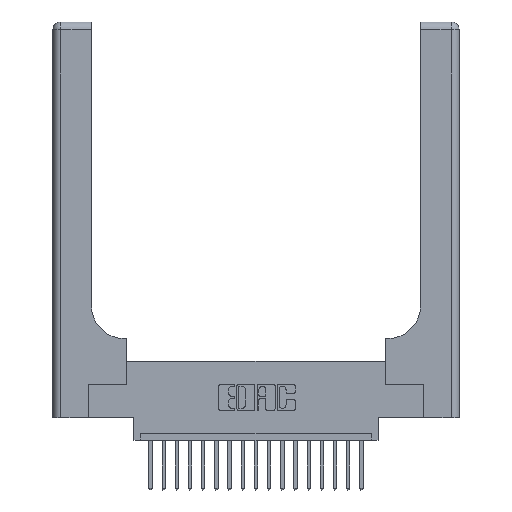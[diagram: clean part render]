
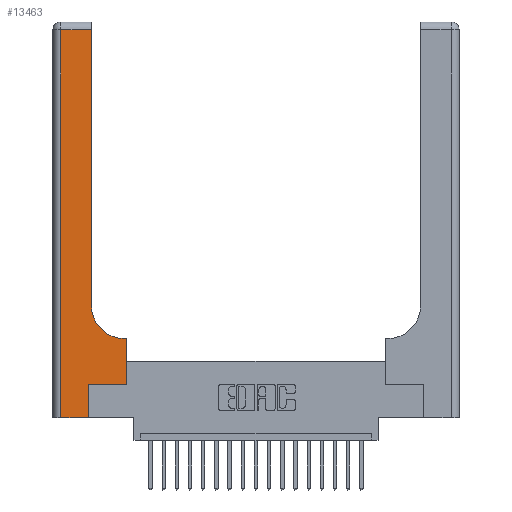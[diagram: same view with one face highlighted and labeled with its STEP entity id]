
A CAD part, top view. The second image highlights one B-rep face of the part: STEP entity #13463.
In plain terms, the highlighted planar face has unit normal (0, 0, 1).
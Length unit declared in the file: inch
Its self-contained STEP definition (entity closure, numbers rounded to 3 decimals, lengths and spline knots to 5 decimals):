
#412 = CARTESIAN_POINT ( 'NONE',  ( 0.2915, 3., 0.37 ) ) ;
#489 = DIRECTION ( 'NONE',  ( 0., 1., 0. ) ) ;
#780 = CARTESIAN_POINT ( 'NONE',  ( 0.5585, 0.6, 0.37 ) ) ;
#906 = ORIENTED_EDGE ( 'NONE', *, *, #10881, .T. ) ;
#1234 = FACE_OUTER_BOUND ( 'NONE', #8323, .T. ) ;
#1324 = LINE ( 'NONE', #18699, #15049 ) ;
#1597 = DIRECTION ( 'NONE',  ( 0., 1., 0. ) ) ;
#2206 = CIRCLE ( 'NONE', #20031, 0.25 ) ;
#2372 = CARTESIAN_POINT ( 'NONE',  ( 0.5415, 0.6, 0.37 ) ) ;
#2456 = EDGE_CURVE ( 'NONE', #6320, #17167, #6907, .T. ) ;
#3416 = CARTESIAN_POINT ( 'NONE',  ( 0.5585, 0.25, 0.37 ) ) ;
#3649 = CARTESIAN_POINT ( 'NONE',  ( 0.2915, 0.85, 0.37 ) ) ;
#4102 = VECTOR ( 'NONE', #15837, 39.37008 ) ;
#4336 = VERTEX_POINT ( 'NONE', #8065 ) ;
#4364 = LINE ( 'NONE', #18314, #10882 ) ;
#4863 = DIRECTION ( 'NONE',  ( 0., 0., -1. ) ) ;
#4901 = DIRECTION ( 'NONE',  ( 0., 1., 0. ) ) ;
#5010 = DIRECTION ( 'NONE',  ( 1., 0., 0. ) ) ;
#5161 = CARTESIAN_POINT ( 'NONE',  ( 0.5415, 0.85, 0.37 ) ) ;
#5164 = VERTEX_POINT ( 'NONE', #12501 ) ;
#5479 = LINE ( 'NONE', #3416, #15038 ) ;
#5650 = CARTESIAN_POINT ( 'NONE',  ( 0., 0., 0.37 ) ) ;
#6320 = VERTEX_POINT ( 'NONE', #780 ) ;
#6907 = LINE ( 'NONE', #11763, #14913 ) ;
#6971 = CARTESIAN_POINT ( 'NONE',  ( 0., 3., 0.37 ) ) ;
#7151 = VERTEX_POINT ( 'NONE', #8886 ) ;
#7210 = ORIENTED_EDGE ( 'NONE', *, *, #9333, .T. ) ;
#7232 = VERTEX_POINT ( 'NONE', #17567 ) ;
#7452 = CARTESIAN_POINT ( 'NONE',  ( 0.06, 3., 0.37 ) ) ;
#8065 = CARTESIAN_POINT ( 'NONE',  ( 0.06, 2.94, 0.37 ) ) ;
#8245 = VERTEX_POINT ( 'NONE', #18719 ) ;
#8323 = EDGE_LOOP ( 'NONE', ( #13402, #10065, #15505, #7210, #20171, #9111, #906, #12799, #10886 ) ) ;
#8357 = LINE ( 'NONE', #5650, #21056 ) ;
#8534 = LINE ( 'NONE', #7452, #4102 ) ;
#8797 = LINE ( 'NONE', #11507, #12408 ) ;
#8886 = CARTESIAN_POINT ( 'NONE',  ( 0.2915, 2.94, 0.37 ) ) ;
#9111 = ORIENTED_EDGE ( 'NONE', *, *, #9298, .T. ) ;
#9298 = EDGE_CURVE ( 'NONE', #7232, #14485, #1324, .T. ) ;
#9333 = EDGE_CURVE ( 'NONE', #8245, #5164, #8357, .T. ) ;
#10065 = ORIENTED_EDGE ( 'NONE', *, *, #21087, .T. ) ;
#10534 = DIRECTION ( 'NONE',  ( 1., 0., 0. ) ) ;
#10881 = EDGE_CURVE ( 'NONE', #14485, #6320, #5479, .T. ) ;
#10882 = VECTOR ( 'NONE', #4901, 39.37008 ) ;
#10886 = ORIENTED_EDGE ( 'NONE', *, *, #16807, .T. ) ;
#11507 = CARTESIAN_POINT ( 'NONE',  ( 0., 2.94, 0.37 ) ) ;
#11763 = CARTESIAN_POINT ( 'NONE',  ( 0.2915, 0.6, 0.37 ) ) ;
#12408 = VECTOR ( 'NONE', #13329, 39.37008 ) ;
#12501 = CARTESIAN_POINT ( 'NONE',  ( 0.269, 0., 0.37 ) ) ;
#12799 = ORIENTED_EDGE ( 'NONE', *, *, #2456, .T. ) ;
#13329 = DIRECTION ( 'NONE',  ( -1., 0., 0. ) ) ;
#13402 = ORIENTED_EDGE ( 'NONE', *, *, #17903, .T. ) ;
#13463 = ADVANCED_FACE ( 'NONE', ( #1234 ), #13510, .F. ) ;
#13510 = PLANE ( 'NONE',  #13801 ) ;
#13801 = AXIS2_PLACEMENT_3D ( 'NONE', #6971, #20293, #16892 ) ;
#13915 = CARTESIAN_POINT ( 'NONE',  ( 0.5585, 0.25, 0.37 ) ) ;
#14485 = VERTEX_POINT ( 'NONE', #13915 ) ;
#14913 = VECTOR ( 'NONE', #18419, 39.37008 ) ;
#15038 = VECTOR ( 'NONE', #1597, 39.37008 ) ;
#15049 = VECTOR ( 'NONE', #10534, 39.37008 ) ;
#15505 = ORIENTED_EDGE ( 'NONE', *, *, #20870, .T. ) ;
#15548 = DIRECTION ( 'NONE',  ( 1., 0., 0. ) ) ;
#15642 = LINE ( 'NONE', #412, #17746 ) ;
#15837 = DIRECTION ( 'NONE',  ( 0., -1., 0. ) ) ;
#16359 = VERTEX_POINT ( 'NONE', #3649 ) ;
#16807 = EDGE_CURVE ( 'NONE', #17167, #16359, #2206, .T. ) ;
#16892 = DIRECTION ( 'NONE',  ( -1., 0., 0. ) ) ;
#17167 = VERTEX_POINT ( 'NONE', #2372 ) ;
#17567 = CARTESIAN_POINT ( 'NONE',  ( 0.269, 0.25, 0.37 ) ) ;
#17746 = VECTOR ( 'NONE', #489, 39.37008 ) ;
#17903 = EDGE_CURVE ( 'NONE', #16359, #7151, #15642, .T. ) ;
#18314 = CARTESIAN_POINT ( 'NONE',  ( 0.269, 0., 0.37 ) ) ;
#18419 = DIRECTION ( 'NONE',  ( -1., 0., 0. ) ) ;
#18699 = CARTESIAN_POINT ( 'NONE',  ( 0.269, 0.25, 0.37 ) ) ;
#18719 = CARTESIAN_POINT ( 'NONE',  ( 0.06, 0., 0.37 ) ) ;
#20031 = AXIS2_PLACEMENT_3D ( 'NONE', #5161, #4863, #5010 ) ;
#20171 = ORIENTED_EDGE ( 'NONE', *, *, #21135, .T. ) ;
#20293 = DIRECTION ( 'NONE',  ( 0., 0., -1. ) ) ;
#20870 = EDGE_CURVE ( 'NONE', #4336, #8245, #8534, .T. ) ;
#21056 = VECTOR ( 'NONE', #15548, 39.37008 ) ;
#21087 = EDGE_CURVE ( 'NONE', #7151, #4336, #8797, .T. ) ;
#21135 = EDGE_CURVE ( 'NONE', #5164, #7232, #4364, .T. ) ;
